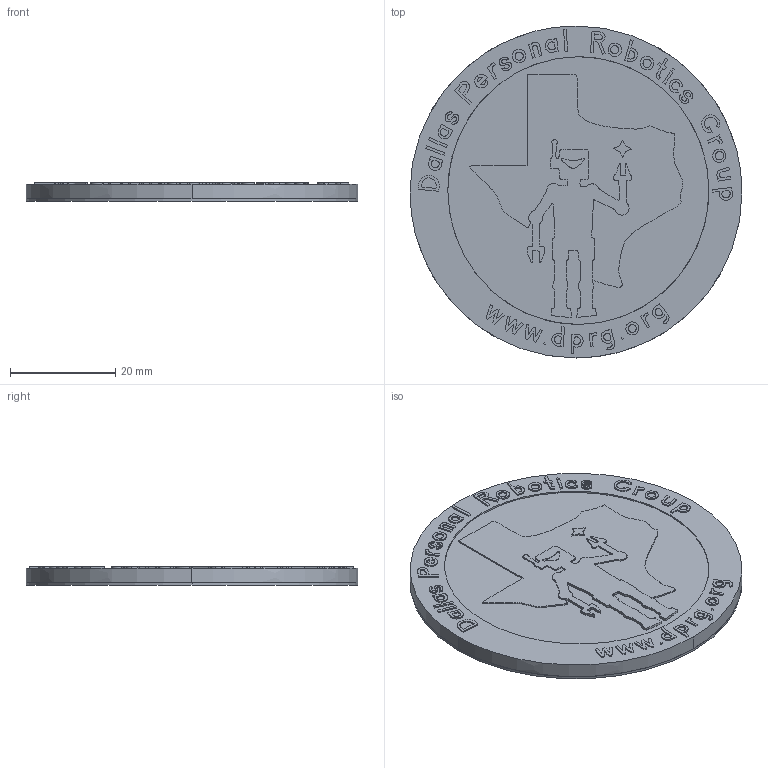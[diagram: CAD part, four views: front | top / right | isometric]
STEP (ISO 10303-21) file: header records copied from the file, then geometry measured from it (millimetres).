
FILE_DESCRIPTION(('STEP AP214'),'1');
FILE_NAME('dprg_logo_SOLID_MASTER.stp','2015-06-29T14:01:01',(' '),(' '),'Spatial InterOp 3D',' ',' ');
FILE_SCHEMA(('automotive_design'));
Length unit declared in the file: millimetre
Products named in the file (56): dprg_logo_SOLID_MASTER; Robbie; eyes; circles; inner; outer; Dallas; D; A1; L1; L2; A2; S; words; Personal; P; E; R; S2; O; N; A; L; Robotics; R2; O1; B; O2; T; I; letter; dot; C; S3; Group; G; R3; O3; U; P2 ...
Assembly tree (55 placements, depth 5):
  dprg_logo_SOLID_MASTER
    Robbie
    eyes
    circles
      inner
      outer
    words
      Dallas
        D
        A1
        L1
        L2
        A2
        S
      Personal
        P
        E
        R
        S2
        O
        N
        A
        L
      Robotics
        R2
        O1
        B
        O2
        T
        I
          letter
          dot
        C
        S3
      Group
        G
        R3
        O3
        U
        P2
      www.dprg.org
        w1
        w2
        w3
        dot1
        d2
        p3
        r4
        g2
        dot2
        o4
        r5
        g3
    texas
    star
    Bottom
Bounding box: 63.12 x 63.12 x 3.5 mm (x, y, z)
Volume: 9984.4 mm3; surface area: 18745.3 mm2
Topology: 65 solids, 65 shells, 1496 faces, 4098 edges, 2732 vertices
Faces by surface type: cylinder 760, plane 672, bspline 48, extrusion 16
Entity records: 62699 total; most frequent: CARTESIAN_POINT 9404, DIRECTION 8690, ORIENTED_EDGE 8196, EDGE_CURVE 4098, AXIS2_PLACEMENT_3D 3112, VERTEX_POINT 2732, VECTOR 2466, LINE 2450
